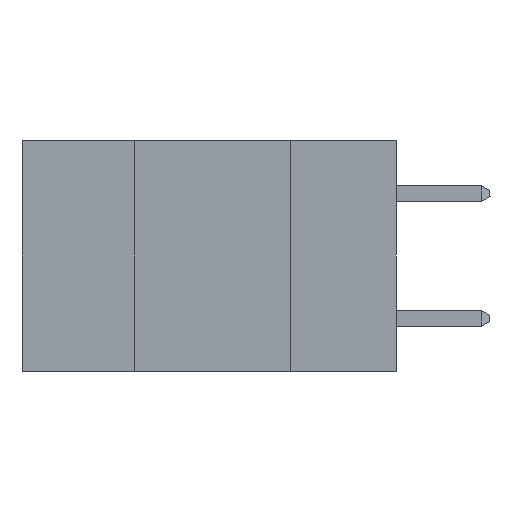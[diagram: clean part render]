
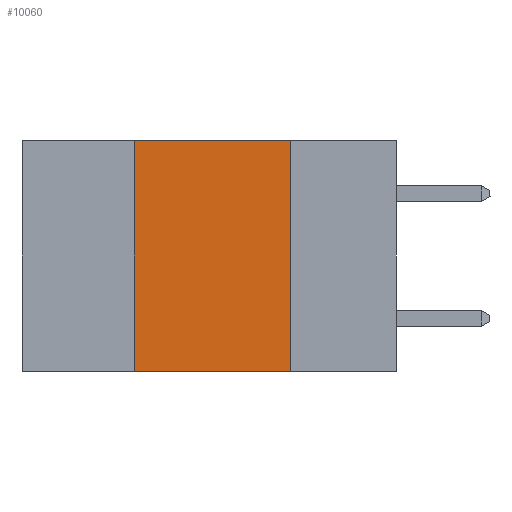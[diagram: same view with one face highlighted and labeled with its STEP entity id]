
A CAD part, left-side view. The second image highlights one B-rep face of the part: STEP entity #10060.
In plain terms, the highlighted planar face has unit normal (-1, 0, 0).
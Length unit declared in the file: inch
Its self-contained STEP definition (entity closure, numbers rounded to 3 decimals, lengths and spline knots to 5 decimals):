
#31 = DIRECTION ( 'NONE',  ( 1., 0., 0. ) ) ;
#261 = EDGE_LOOP ( 'NONE', ( #11816, #10219, #13029, #2782 ) ) ;
#894 = VECTOR ( 'NONE', #6755, 39.37008 ) ;
#1513 = EDGE_CURVE ( 'NONE', #2161, #11991, #11213, .T. ) ;
#2161 = VERTEX_POINT ( 'NONE', #8822 ) ;
#2537 = CARTESIAN_POINT ( 'NONE',  ( 0., 0.6, -0.37 ) ) ;
#2782 = ORIENTED_EDGE ( 'NONE', *, *, #3925, .T. ) ;
#3126 = CARTESIAN_POINT ( 'NONE',  ( 0., 0.6, 0. ) ) ;
#3925 = EDGE_CURVE ( 'NONE', #5588, #10654, #12768, .T. ) ;
#4241 = PLANE ( 'NONE',  #8401 ) ;
#4648 = LINE ( 'NONE', #6163, #8117 ) ;
#5588 = VERTEX_POINT ( 'NONE', #8353 ) ;
#5671 = DIRECTION ( 'NONE',  ( 0., -1., 0. ) ) ;
#6163 = CARTESIAN_POINT ( 'NONE',  ( 0., 0.42, 0. ) ) ;
#6339 = DIRECTION ( 'NONE',  ( 0., 0., -1. ) ) ;
#6755 = DIRECTION ( 'NONE',  ( 0., 0., -1. ) ) ;
#7520 = LINE ( 'NONE', #13176, #894 ) ;
#8117 = VECTOR ( 'NONE', #10382, 39.37008 ) ;
#8280 = FACE_OUTER_BOUND ( 'NONE', #261, .T. ) ;
#8353 = CARTESIAN_POINT ( 'NONE',  ( 0., 0.42, -0.37 ) ) ;
#8401 = AXIS2_PLACEMENT_3D ( 'NONE', #3126, #31, #6339 ) ;
#8442 = DIRECTION ( 'NONE',  ( 0., -1., 0. ) ) ;
#8822 = CARTESIAN_POINT ( 'NONE',  ( 0., 0.42, 0. ) ) ;
#8912 = CARTESIAN_POINT ( 'NONE',  ( 0., 0.17, -0.37 ) ) ;
#8932 = VECTOR ( 'NONE', #8442, 39.37008 ) ;
#9432 = CARTESIAN_POINT ( 'NONE',  ( 0., 0.6, 0. ) ) ;
#9458 = EDGE_CURVE ( 'NONE', #11991, #10654, #7520, .T. ) ;
#9918 = CARTESIAN_POINT ( 'NONE',  ( 0., 0.17, 0. ) ) ;
#10060 = ADVANCED_FACE ( 'NONE', ( #8280 ), #4241, .F. ) ;
#10219 = ORIENTED_EDGE ( 'NONE', *, *, #1513, .F. ) ;
#10382 = DIRECTION ( 'NONE',  ( 0., 0., 1. ) ) ;
#10654 = VERTEX_POINT ( 'NONE', #8912 ) ;
#11213 = LINE ( 'NONE', #9432, #8932 ) ;
#11317 = VECTOR ( 'NONE', #5671, 39.37008 ) ;
#11816 = ORIENTED_EDGE ( 'NONE', *, *, #9458, .F. ) ;
#11991 = VERTEX_POINT ( 'NONE', #9918 ) ;
#12103 = EDGE_CURVE ( 'NONE', #5588, #2161, #4648, .T. ) ;
#12768 = LINE ( 'NONE', #2537, #11317 ) ;
#13029 = ORIENTED_EDGE ( 'NONE', *, *, #12103, .F. ) ;
#13176 = CARTESIAN_POINT ( 'NONE',  ( 0., 0.17, 0. ) ) ;
